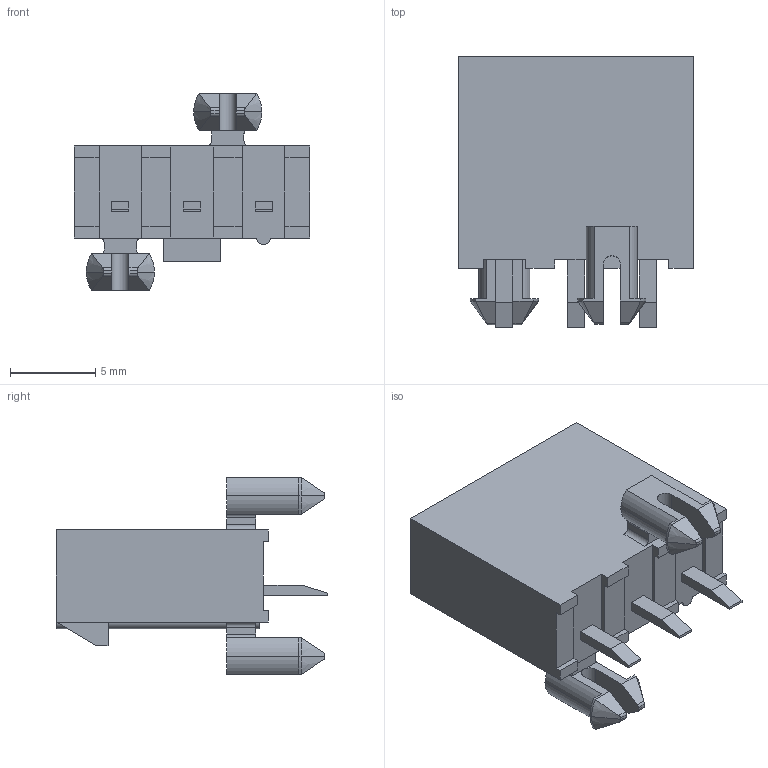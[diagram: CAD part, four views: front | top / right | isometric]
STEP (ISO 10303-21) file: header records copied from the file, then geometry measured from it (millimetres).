
FILE_DESCRIPTION(('STEP AP242'),'1');
FILE_NAME('0039301039.stp','2024-11-21T14:49:05',('TraceParts'),('TraceParts S.A.'),'Spatial InterOp 3D',' ',' ');
FILE_SCHEMA(('AP242_MANAGED_MODEL_BASED_3D_ENGINEERING_MIM_LF {1 0 10303 442 1 1 4}'));
Length unit declared in the file: millimetre
Products named in the file (1): 0039301039_1
Bounding box: 13.8 x 15.95 x 11.56 mm (x, y, z)
Volume: 631.7 mm3; surface area: 1302.1 mm2
Topology: 1 solids, 1 shells, 179 faces, 490 edges, 336 vertices
Faces by surface type: plane 136, cylinder 35, cone 8
Entity records: 5708 total; most frequent: CARTESIAN_POINT 1103, ORIENTED_EDGE 956, DIRECTION 918, EDGE_CURVE 478, LINE 392, VECTOR 392, VERTEX_POINT 312, AXIS2_PLACEMENT_3D 263
